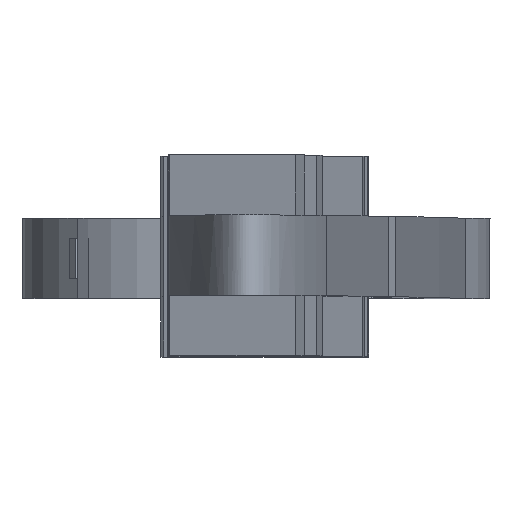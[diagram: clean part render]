
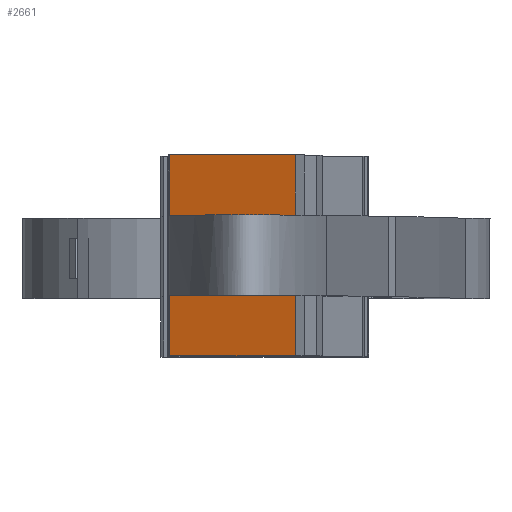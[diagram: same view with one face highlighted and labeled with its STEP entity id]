
A CAD part, top view. The second image highlights one B-rep face of the part: STEP entity #2661.
In plain terms, the highlighted face is planar.
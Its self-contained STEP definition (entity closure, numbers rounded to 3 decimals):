
#362=FACE_OUTER_BOUND('',#514,.T.);
#514=EDGE_LOOP('',(#2431,#2432,#2433,#2434,#2435,#2436,#2437,#2438,#2439,
#2440,#2441,#2442));
#614=B_SPLINE_CURVE_WITH_KNOTS('',3,(#5894,#5895,#5896,#5897,#5898,#5899),
 .UNSPECIFIED.,.F.,.F.,(4,2,4),(-0.4,-0.2,0.),
 .UNSPECIFIED.);
#618=B_SPLINE_CURVE_WITH_KNOTS('',3,(#6162,#6163,#6164,#6165,#6166,#6167),
 .UNSPECIFIED.,.F.,.F.,(4,2,4),(-0.4,-0.2,0.),
 .UNSPECIFIED.);
#784=LINE('',#5810,#977);
#785=LINE('',#5824,#978);
#787=LINE('',#5852,#980);
#794=LINE('',#5962,#987);
#795=LINE('',#5968,#988);
#805=LINE('',#6154,#998);
#806=LINE('',#6157,#999);
#807=LINE('',#6159,#1000);
#808=LINE('',#6160,#1001);
#809=LINE('',#6161,#1002);
#977=VECTOR('',#3103,10.);
#978=VECTOR('',#3104,10.);
#980=VECTOR('',#3108,10.);
#987=VECTOR('',#3121,10.);
#988=VECTOR('',#3122,10.);
#998=VECTOR('',#3146,10.);
#999=VECTOR('',#3149,10.);
#1000=VECTOR('',#3150,10.);
#1001=VECTOR('',#3151,10.);
#1002=VECTOR('',#3152,10.);
#1195=VERTEX_POINT('',#5287);
#1196=VERTEX_POINT('',#5295);
#1199=VERTEX_POINT('',#5314);
#1200=VERTEX_POINT('',#5321);
#1244=VERTEX_POINT('',#5802);
#1245=VERTEX_POINT('',#5823);
#1249=VERTEX_POINT('',#5892);
#1250=VERTEX_POINT('',#5893);
#1255=VERTEX_POINT('',#5963);
#1262=VERTEX_POINT('',#6147);
#1263=VERTEX_POINT('',#6156);
#1264=VERTEX_POINT('',#6158);
#1618=EDGE_CURVE('',#1195,#1244,#784,.T.);
#1619=EDGE_CURVE('',#1196,#1245,#785,.T.);
#1623=EDGE_CURVE('',#1245,#1244,#787,.T.);
#1627=EDGE_CURVE('',#1249,#1250,#614,.T.);
#1637=EDGE_CURVE('',#1195,#1249,#794,.T.);
#1639=EDGE_CURVE('',#1255,#1196,#795,.T.);
#1658=EDGE_CURVE('',#1199,#1262,#805,.T.);
#1659=EDGE_CURVE('',#1199,#1263,#806,.T.);
#1660=EDGE_CURVE('',#1264,#1262,#807,.T.);
#1661=EDGE_CURVE('',#1200,#1264,#808,.T.);
#1662=EDGE_CURVE('',#1250,#1200,#809,.T.);
#1663=EDGE_CURVE('',#1263,#1255,#618,.T.);
#2431=ORIENTED_EDGE('',*,*,#1659,.F.);
#2432=ORIENTED_EDGE('',*,*,#1658,.T.);
#2433=ORIENTED_EDGE('',*,*,#1660,.F.);
#2434=ORIENTED_EDGE('',*,*,#1661,.F.);
#2435=ORIENTED_EDGE('',*,*,#1662,.F.);
#2436=ORIENTED_EDGE('',*,*,#1627,.F.);
#2437=ORIENTED_EDGE('',*,*,#1637,.F.);
#2438=ORIENTED_EDGE('',*,*,#1618,.T.);
#2439=ORIENTED_EDGE('',*,*,#1623,.F.);
#2440=ORIENTED_EDGE('',*,*,#1619,.F.);
#2441=ORIENTED_EDGE('',*,*,#1639,.F.);
#2442=ORIENTED_EDGE('',*,*,#1663,.F.);
#2530=PLANE('',#2774);
#2661=ADVANCED_FACE('',(#362),#2530,.T.);
#2774=AXIS2_PLACEMENT_3D('',#6155,#3147,#3148);
#3103=DIRECTION('',(0.,1.,0.));
#3104=DIRECTION('',(0.,1.,0.));
#3108=DIRECTION('',(-0.342,0.,0.94));
#3121=DIRECTION('',(0.342,0.,-0.94));
#3122=DIRECTION('',(0.342,0.,-0.94));
#3146=DIRECTION('',(0.,-1.,0.));
#3147=DIRECTION('center_axis',(-0.94,0.,
-0.342));
#3148=DIRECTION('ref_axis',(0.342,0.,-0.94));
#3149=DIRECTION('',(-0.342,0.,0.94));
#3150=DIRECTION('',(0.342,0.,-0.94));
#3151=DIRECTION('',(0.,-1.,0.));
#3152=DIRECTION('',(-0.342,0.,0.94));
#5287=CARTESIAN_POINT('',(293.55,4.,65.78));
#5295=CARTESIAN_POINT('',(295.813,4.,59.564));
#5314=CARTESIAN_POINT('',(295.813,0.,59.564));
#5321=CARTESIAN_POINT('',(293.55,0.,65.78));
#5802=CARTESIAN_POINT('',(293.55,7.,65.78));
#5810=CARTESIAN_POINT('',(293.55,-3.,65.78));
#5823=CARTESIAN_POINT('',(295.813,7.,59.564));
#5824=CARTESIAN_POINT('',(295.813,-3.,59.564));
#5852=CARTESIAN_POINT('',(296.022,7.,58.989));
#5892=CARTESIAN_POINT('',(294.237,4.,63.894));
#5893=CARTESIAN_POINT('',(294.237,0.,63.894));
#5894=CARTESIAN_POINT('Ctrl Pts',(294.237,4.,63.894));
#5895=CARTESIAN_POINT('Ctrl Pts',(294.237,3.333,63.894));
#5896=CARTESIAN_POINT('Ctrl Pts',(294.237,2.667,63.894));
#5897=CARTESIAN_POINT('Ctrl Pts',(294.237,1.333,63.894));
#5898=CARTESIAN_POINT('Ctrl Pts',(294.237,0.667,63.894));
#5899=CARTESIAN_POINT('Ctrl Pts',(294.237,0.,
63.894));
#5962=CARTESIAN_POINT('',(297.949,4.,53.694));
#5963=CARTESIAN_POINT('',(294.954,4.,61.924));
#5968=CARTESIAN_POINT('',(297.949,4.,53.694));
#6147=CARTESIAN_POINT('',(295.813,-3.,59.564));
#6154=CARTESIAN_POINT('',(295.813,0.,59.564));
#6155=CARTESIAN_POINT('Origin',(293.55,0.,65.78));
#6156=CARTESIAN_POINT('',(294.954,0.,61.924));
#6157=CARTESIAN_POINT('',(296.818,0.,56.802));
#6158=CARTESIAN_POINT('',(293.55,-3.,65.78));
#6159=CARTESIAN_POINT('',(296.022,-3.,58.989));
#6160=CARTESIAN_POINT('',(293.55,0.,65.78));
#6161=CARTESIAN_POINT('',(296.818,0.,56.802));
#6162=CARTESIAN_POINT('Ctrl Pts',(294.954,0.,
61.924));
#6163=CARTESIAN_POINT('Ctrl Pts',(294.954,0.667,61.924));
#6164=CARTESIAN_POINT('Ctrl Pts',(294.954,1.333,61.924));
#6165=CARTESIAN_POINT('Ctrl Pts',(294.954,2.667,61.924));
#6166=CARTESIAN_POINT('Ctrl Pts',(294.954,3.333,61.924));
#6167=CARTESIAN_POINT('Ctrl Pts',(294.954,4.,61.924));
